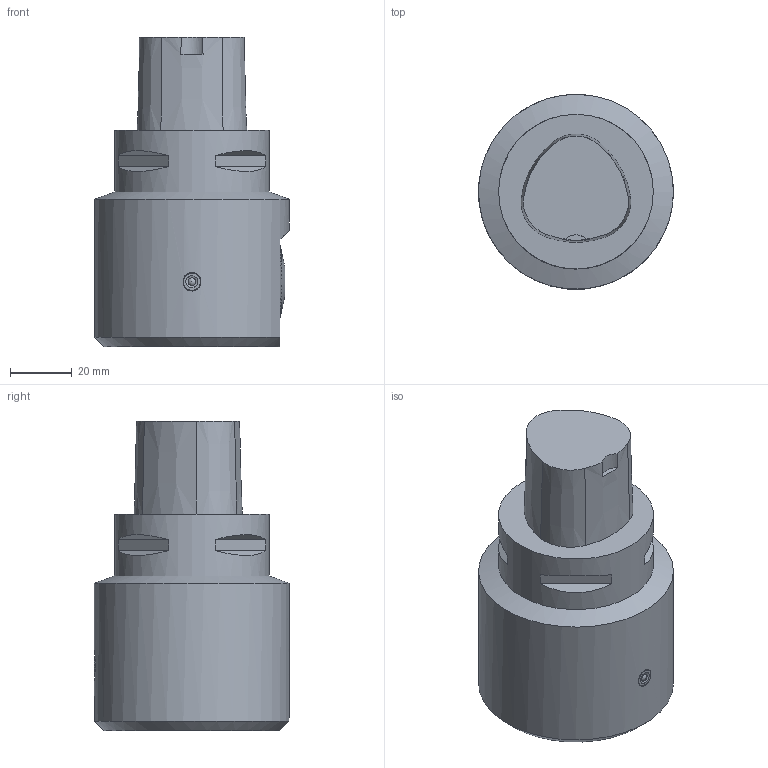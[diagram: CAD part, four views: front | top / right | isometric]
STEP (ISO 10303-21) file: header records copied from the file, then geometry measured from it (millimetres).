
FILE_DESCRIPTION(/* description */ (''),/* implementation_level */ '2;1');
FILE_NAME(/* name */ '1553605460412.stp',/* time_stamp */ '2019-03-26T14:04:37+01:00',/* author */ (''),/* organization */ ('SMS'),/* preprocessor_version */ 'ST-DEVELOPER v15',/* originating_system */ 'SIEMENS PLM Software NX 8.5',/* authorisation */ '');
FILE_SCHEMA (('AUTOMOTIVE_DESIGN { 1 0 10303 214 3 1 1 1 }'));
Length unit declared in the file: millimetre
Products named in the file (1): 111155469mod000_01
Bounding box: 62.96 x 63.1 x 100 mm (x, y, z)
Volume: 217608.4 mm3; surface area: 22140 mm2
Topology: 1 solids, 1 shells, 267 faces, 754 edges, 502 vertices
Faces by surface type: plane 241, cone 15, cylinder 10, sphere 1
Full cylindrical faces by diameter (mm): 2.5 x1, 4 x1, 5 x1, 5.5 x1, 8 x1, 9.508 x1, 10 x1, 50 x1, 63 x1
Entity records: 8549 total; most frequent: CARTESIAN_POINT 1724, ORIENTED_EDGE 1450, DIRECTION 1312, EDGE_CURVE 725, LINE 568, VECTOR 568, VERTEX_POINT 489, AXIS2_PLACEMENT_3D 372
